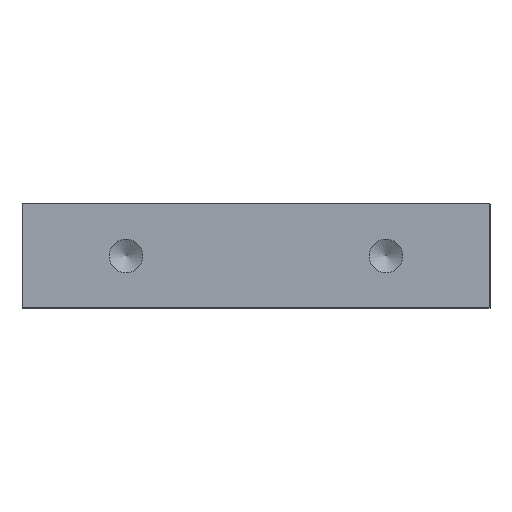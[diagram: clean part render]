
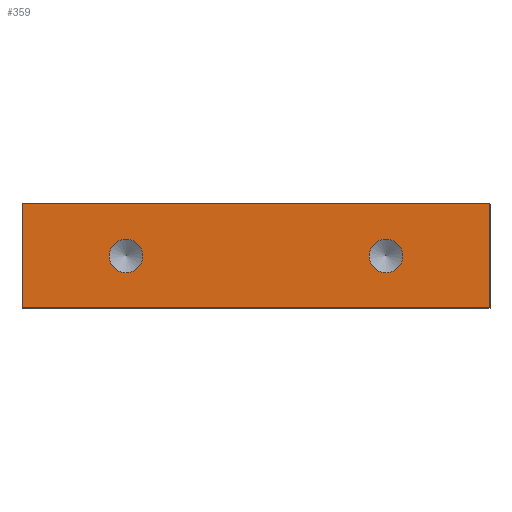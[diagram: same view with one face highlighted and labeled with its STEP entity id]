
A CAD part, left-side view. The second image highlights one B-rep face of the part: STEP entity #359.
In plain terms, the highlighted planar face has unit normal (-1, 0, 0).
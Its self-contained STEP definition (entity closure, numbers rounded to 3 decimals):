
#19=FACE_BOUND('',#82,.T.);
#20=FACE_BOUND('',#83,.T.);
#29=PLANE('',#412);
#56=FACE_OUTER_BOUND('',#81,.T.);
#81=EDGE_LOOP('',(#311,#312,#313,#314));
#82=EDGE_LOOP('',(#315));
#83=EDGE_LOOP('',(#316));
#116=LINE('',#606,#150);
#117=LINE('',#609,#151);
#118=LINE('',#611,#152);
#119=LINE('',#612,#153);
#150=VECTOR('',#504,10.);
#151=VECTOR('',#507,10.);
#152=VECTOR('',#508,10.);
#153=VECTOR('',#509,10.);
#161=CIRCLE('',#394,1.621);
#163=CIRCLE('',#398,1.621);
#176=VERTEX_POINT('',#543);
#179=VERTEX_POINT('',#552);
#196=VERTEX_POINT('',#602);
#197=VERTEX_POINT('',#604);
#198=VERTEX_POINT('',#608);
#199=VERTEX_POINT('',#610);
#210=EDGE_CURVE('',#176,#176,#161,.T.);
#214=EDGE_CURVE('',#179,#179,#163,.T.);
#240=EDGE_CURVE('',#196,#197,#116,.T.);
#241=EDGE_CURVE('',#198,#196,#117,.T.);
#242=EDGE_CURVE('',#199,#197,#118,.T.);
#243=EDGE_CURVE('',#198,#199,#119,.T.);
#311=ORIENTED_EDGE('',*,*,#241,.T.);
#312=ORIENTED_EDGE('',*,*,#240,.T.);
#313=ORIENTED_EDGE('',*,*,#242,.F.);
#314=ORIENTED_EDGE('',*,*,#243,.F.);
#315=ORIENTED_EDGE('',*,*,#210,.T.);
#316=ORIENTED_EDGE('',*,*,#214,.T.);
#359=ADVANCED_FACE('',(#56,#19,#20),#29,.T.);
#394=AXIS2_PLACEMENT_3D('',#544,#445,#446);
#398=AXIS2_PLACEMENT_3D('',#553,#455,#456);
#412=AXIS2_PLACEMENT_3D('',#607,#505,#506);
#445=DIRECTION('center_axis',(1.,0.,0.));
#446=DIRECTION('ref_axis',(0.,0.,1.));
#455=DIRECTION('center_axis',(1.,0.,0.));
#456=DIRECTION('ref_axis',(0.,0.,1.));
#504=DIRECTION('',(0.,1.,0.));
#505=DIRECTION('center_axis',(-1.,0.,0.));
#506=DIRECTION('ref_axis',(0.,0.,1.));
#507=DIRECTION('',(0.,0.,1.));
#508=DIRECTION('',(0.,0.,1.));
#509=DIRECTION('',(0.,1.,0.));
#543=CARTESIAN_POINT('',(0.,35.,3.379));
#544=CARTESIAN_POINT('Origin',(0.,35.,5.));
#552=CARTESIAN_POINT('',(0.,10.,3.379));
#553=CARTESIAN_POINT('Origin',(0.,10.,5.));
#602=CARTESIAN_POINT('',(0.,0.,10.));
#604=CARTESIAN_POINT('',(0.,45.,10.));
#606=CARTESIAN_POINT('',(0.,0.,10.));
#607=CARTESIAN_POINT('Origin',(0.,0.,0.));
#608=CARTESIAN_POINT('',(0.,0.,0.));
#609=CARTESIAN_POINT('',(0.,0.,0.));
#610=CARTESIAN_POINT('',(0.,45.,0.));
#611=CARTESIAN_POINT('',(0.,45.,0.));
#612=CARTESIAN_POINT('',(0.,0.,0.));
